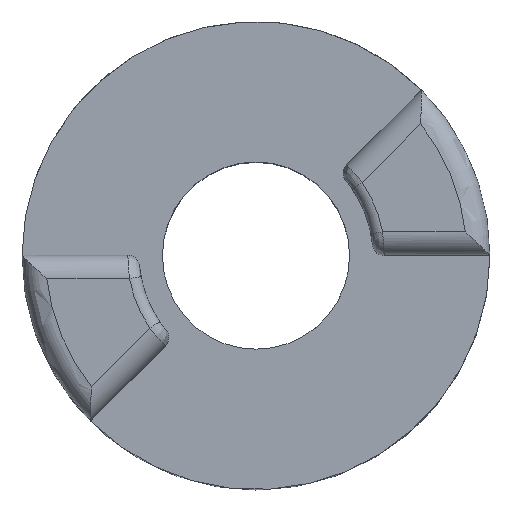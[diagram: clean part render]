
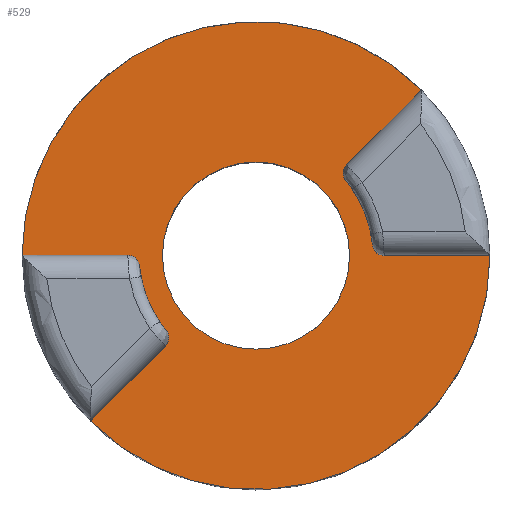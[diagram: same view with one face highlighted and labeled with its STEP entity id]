
A CAD part, top view. The second image highlights one B-rep face of the part: STEP entity #529.
In plain terms, the highlighted planar face has unit normal (0, 0, 1).
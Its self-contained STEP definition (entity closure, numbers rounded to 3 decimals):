
#16=FACE_BOUND('',#124,.T.);
#28=PLANE('',#597);
#39=CIRCLE('',#557,0.5);
#45=CIRCLE('',#565,0.5);
#48=CIRCLE('',#574,0.5);
#54=CIRCLE('',#582,0.5);
#58=CIRCLE('',#594,5.);
#59=CIRCLE('',#596,5.);
#60=CIRCLE('',#598,10.);
#61=CIRCLE('',#599,10.);
#62=CIRCLE('',#600,4.);
#93=FACE_OUTER_BOUND('',#123,.T.);
#123=EDGE_LOOP('',(#447,#448,#449,#450,#451,#452,#453,#454,#455,#456,#457,
#458));
#124=EDGE_LOOP('',(#459));
#141=LINE('',#1007,#169);
#145=LINE('',#1048,#173);
#153=LINE('',#1152,#181);
#157=LINE('',#1193,#185);
#169=VECTOR('',#646,10.);
#173=VECTOR('',#660,10.);
#181=VECTOR('',#692,10.);
#185=VECTOR('',#706,10.);
#219=VERTEX_POINT('',#909);
#220=VERTEX_POINT('',#911);
#227=VERTEX_POINT('',#997);
#228=VERTEX_POINT('',#998);
#230=VERTEX_POINT('',#1005);
#234=VERTEX_POINT('',#1047);
#237=VERTEX_POINT('',#1054);
#238=VERTEX_POINT('',#1056);
#245=VERTEX_POINT('',#1142);
#246=VERTEX_POINT('',#1143);
#248=VERTEX_POINT('',#1150);
#252=VERTEX_POINT('',#1192);
#253=VERTEX_POINT('',#1206);
#270=EDGE_CURVE('',#219,#220,#39,.F.);
#281=EDGE_CURVE('',#227,#228,#45,.F.);
#286=EDGE_CURVE('',#230,#227,#141,.T.);
#293=EDGE_CURVE('',#220,#234,#145,.T.);
#297=EDGE_CURVE('',#237,#238,#48,.F.);
#308=EDGE_CURVE('',#245,#246,#54,.F.);
#313=EDGE_CURVE('',#248,#245,#153,.T.);
#320=EDGE_CURVE('',#238,#252,#157,.T.);
#324=EDGE_CURVE('',#246,#237,#58,.T.);
#325=EDGE_CURVE('',#228,#219,#59,.T.);
#326=EDGE_CURVE('',#234,#248,#60,.T.);
#327=EDGE_CURVE('',#252,#230,#61,.T.);
#328=EDGE_CURVE('',#253,#253,#62,.T.);
#447=ORIENTED_EDGE('',*,*,#297,.F.);
#448=ORIENTED_EDGE('',*,*,#324,.F.);
#449=ORIENTED_EDGE('',*,*,#308,.F.);
#450=ORIENTED_EDGE('',*,*,#313,.F.);
#451=ORIENTED_EDGE('',*,*,#326,.F.);
#452=ORIENTED_EDGE('',*,*,#293,.F.);
#453=ORIENTED_EDGE('',*,*,#270,.F.);
#454=ORIENTED_EDGE('',*,*,#325,.F.);
#455=ORIENTED_EDGE('',*,*,#281,.F.);
#456=ORIENTED_EDGE('',*,*,#286,.F.);
#457=ORIENTED_EDGE('',*,*,#327,.F.);
#458=ORIENTED_EDGE('',*,*,#320,.F.);
#459=ORIENTED_EDGE('',*,*,#328,.F.);
#529=ADVANCED_FACE('',(#93,#16),#28,.T.);
#557=AXIS2_PLACEMENT_3D('',#912,#621,#622);
#565=AXIS2_PLACEMENT_3D('',#999,#638,#639);
#574=AXIS2_PLACEMENT_3D('',#1057,#667,#668);
#582=AXIS2_PLACEMENT_3D('',#1144,#684,#685);
#594=AXIS2_PLACEMENT_3D('',#1200,#718,#719);
#596=AXIS2_PLACEMENT_3D('',#1202,#722,#723);
#597=AXIS2_PLACEMENT_3D('',#1203,#724,#725);
#598=AXIS2_PLACEMENT_3D('',#1204,#726,#727);
#599=AXIS2_PLACEMENT_3D('',#1205,#728,#729);
#600=AXIS2_PLACEMENT_3D('',#1207,#730,#731);
#621=DIRECTION('center_axis',(0.,0.,-1.));
#622=DIRECTION('ref_axis',(-0.674,-0.739,0.));
#638=DIRECTION('center_axis',(0.,0.,-1.));
#639=DIRECTION('ref_axis',(-0.999,0.046,0.));
#646=DIRECTION('',(-0.707,-0.707,0.));
#660=DIRECTION('',(1.,0.,0.));
#667=DIRECTION('center_axis',(0.,0.,-1.));
#668=DIRECTION('ref_axis',(0.674,0.739,0.));
#684=DIRECTION('center_axis',(0.,0.,-1.));
#685=DIRECTION('ref_axis',(0.999,-0.046,0.));
#692=DIRECTION('',(0.707,0.707,0.));
#706=DIRECTION('',(-1.,0.,0.));
#718=DIRECTION('center_axis',(0.,0.,-1.));
#719=DIRECTION('ref_axis',(1.,0.,0.));
#722=DIRECTION('center_axis',(0.,0.,-1.));
#723=DIRECTION('ref_axis',(1.,0.,0.));
#724=DIRECTION('center_axis',(0.,0.,1.));
#725=DIRECTION('ref_axis',(1.,0.,0.));
#726=DIRECTION('center_axis',(0.,0.,-1.));
#727=DIRECTION('ref_axis',(1.,0.,0.));
#728=DIRECTION('center_axis',(0.,0.,-1.));
#729=DIRECTION('ref_axis',(1.,0.,0.));
#730=DIRECTION('center_axis',(0.,0.,1.));
#731=DIRECTION('ref_axis',(-1.,0.,0.));
#909=CARTESIAN_POINT('',(4.979,0.455,11.));
#911=CARTESIAN_POINT('',(5.477,0.,11.));
#912=CARTESIAN_POINT('Origin',(5.477,0.5,11.));
#997=CARTESIAN_POINT('',(3.873,3.873,11.));
#998=CARTESIAN_POINT('',(3.842,3.199,11.));
#999=CARTESIAN_POINT('Origin',(4.227,3.519,11.));
#1005=CARTESIAN_POINT('',(7.071,7.071,11.));
#1007=CARTESIAN_POINT('',(0.,0.,11.));
#1047=CARTESIAN_POINT('',(10.,0.,11.));
#1048=CARTESIAN_POINT('',(10.,0.,11.));
#1054=CARTESIAN_POINT('',(-4.979,-0.455,11.));
#1056=CARTESIAN_POINT('',(-5.477,0.,11.));
#1057=CARTESIAN_POINT('Origin',(-5.477,-0.5,11.));
#1142=CARTESIAN_POINT('',(-3.873,-3.873,11.));
#1143=CARTESIAN_POINT('',(-3.842,-3.199,11.));
#1144=CARTESIAN_POINT('Origin',(-4.227,-3.519,11.));
#1150=CARTESIAN_POINT('',(-7.071,-7.071,11.));
#1152=CARTESIAN_POINT('',(0.,0.,11.));
#1192=CARTESIAN_POINT('',(-10.,0.,11.));
#1193=CARTESIAN_POINT('',(-10.,0.,11.));
#1200=CARTESIAN_POINT('Origin',(0.,0.,11.));
#1202=CARTESIAN_POINT('Origin',(0.,0.,11.));
#1203=CARTESIAN_POINT('Origin',(-1.464,5.,11.));
#1204=CARTESIAN_POINT('Origin',(0.,0.,11.));
#1205=CARTESIAN_POINT('Origin',(0.,0.,11.));
#1206=CARTESIAN_POINT('',(4.,0.,11.));
#1207=CARTESIAN_POINT('Origin',(0.,0.,11.));
